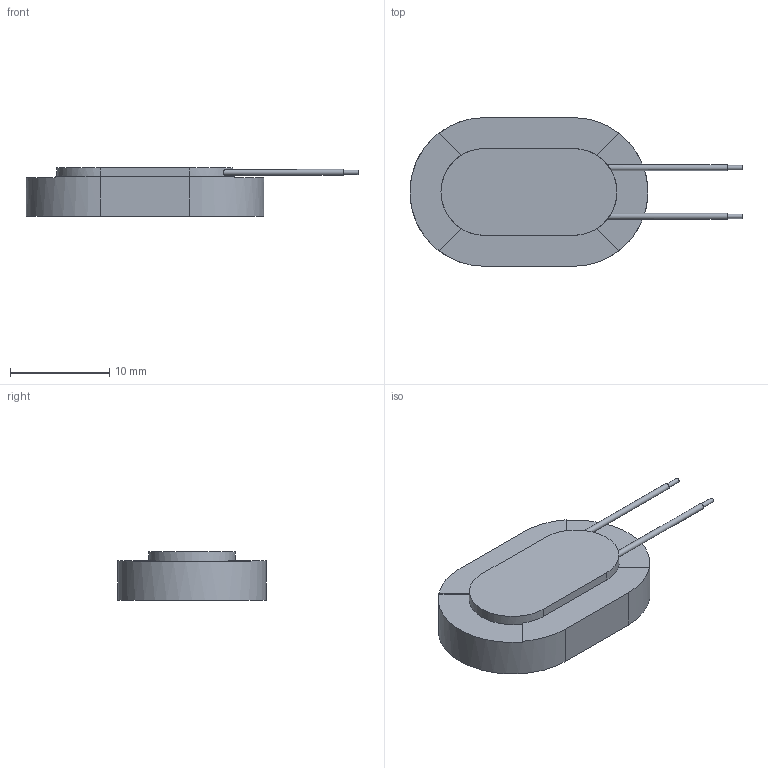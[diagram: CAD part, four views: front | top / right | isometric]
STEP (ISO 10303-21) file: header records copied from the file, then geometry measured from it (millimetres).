
FILE_DESCRIPTION(/* description */ ('Alibre Inc.'),/* implementation_level */ '2;1');
FILE_NAME(/* name */ 'export0',/* time_stamp */ '2018-10-21T10:09:57-05:00',/* author */ (''),/* organization */ (''),/* preprocessor_version */ 'ST-DEVELOPER v17',/* originating_system */ 'Alibre',/* authorisation */ '');
FILE_SCHEMA (('CONFIG_CONTROL_DESIGN'));
Length unit declared in the file: millimetre
Products named in the file (1): ID_1
Bounding box: 33.5 x 15 x 4.9 mm (x, y, z)
Volume: 1060.3 mm3; surface area: 1124.5 mm2
Topology: 1 solids, 1 shells, 53 faces, 107 edges, 72 vertices
Faces by surface type: plane 32, cylinder 21
Full cylindrical faces by diameter (mm): 0.441 x2, 0.595 x2, 2.25 x10, 4 x1
Entity records: 1423 total; most frequent: CARTESIAN_POINT 278, DIRECTION 209, ORIENTED_EDGE 180, AXIS2_PLACEMENT_3D 100, EDGE_CURVE 90, EDGE_LOOP 84, FACE_BOUND 84, VERTEX_POINT 70
